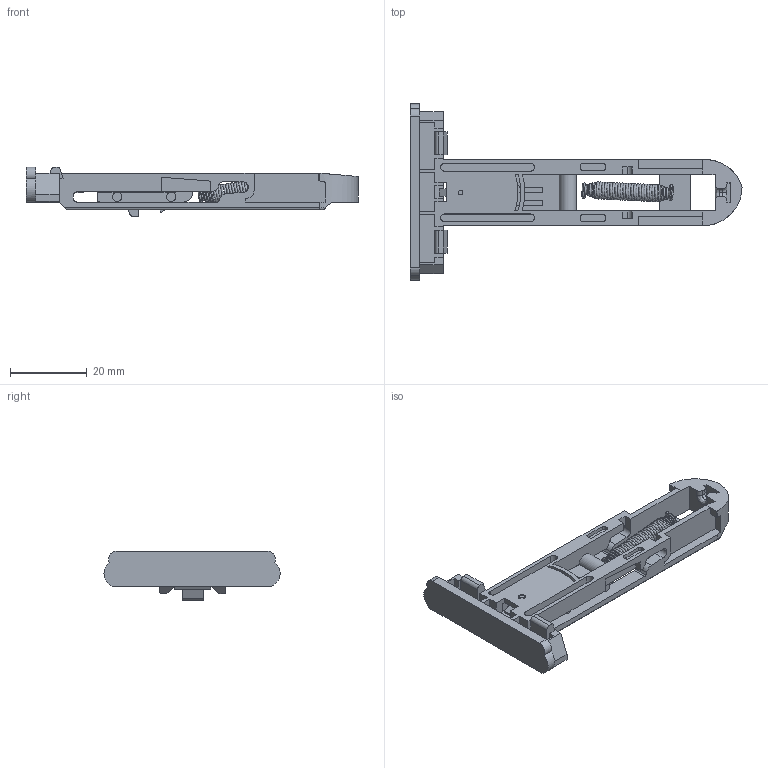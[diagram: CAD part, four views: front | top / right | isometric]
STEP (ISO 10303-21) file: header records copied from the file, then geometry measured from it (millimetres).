
FILE_DESCRIPTION (( 'STEP AP203' ), '1' );
FILE_NAME ('Klemmmechanismus Touch kpl..step', '2017-06-22T15:56:31', ( '' ), ( '' ), 'SwSTEP 2.0', 'SolidWorks 2016', '' );
FILE_SCHEMA (( 'CONFIG_CONTROL_DESIGN' ));
Length unit declared in the file: millimetre
Products named in the file (8): Klemmmechanismus Touch kpl.; Schieber_Standard; Hebel_Standard; Bolzen_Standard; DIN EN ISO 7046-2 H M2x5 - 8.8 - H1_Standard; Zugfeder Touch_Standard; Klemmhalter_Standard; Verriegelung Touch_Standard
Assembly tree (7 placements, depth 3):
  Klemmmechanismus Touch kpl.
    Schieber_Standard
    Verriegelung Touch_Standard
      Hebel_Standard
      Bolzen_Standard
    DIN EN ISO 7046-2 H M2x5 - 8.8 - H1_Standard
    Klemmhalter_Standard
    Zugfeder Touch_Standard
Bounding box: 86.7 x 46 x 12.9 mm (x, y, z)
Surface area: 9904.6 mm2 (no closed solid volume)
Topology: 0 solids, 6 shells, 363 faces, 998 edges, 649 vertices
Faces by surface type: plane 230, cylinder 111, bspline 16, cone 6
Entity records: 19234 total; most frequent: CARTESIAN_POINT 9084, ORIENTED_EDGE 1996, DIRECTION 1894, EDGE_CURVE 998, VECTOR 700, LINE 700, VERTEX_POINT 650, AXIS2_PLACEMENT_3D 597
